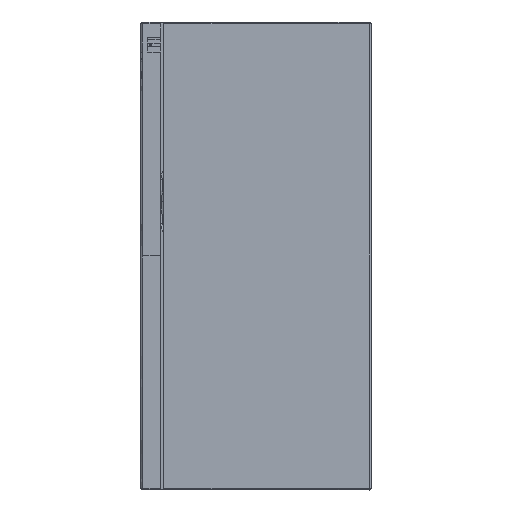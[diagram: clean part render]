
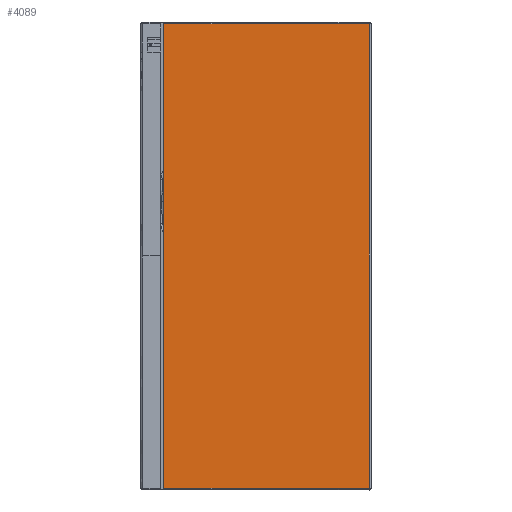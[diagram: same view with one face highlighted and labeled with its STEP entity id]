
A CAD part, front view. The second image highlights one B-rep face of the part: STEP entity #4089.
In plain terms, the highlighted planar face has unit normal (0, -1, 0).
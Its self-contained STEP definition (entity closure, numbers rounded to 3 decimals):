
#4089=ADVANCED_FACE('',(#6777),#51248,.T.);
#6777=FACE_OUTER_BOUND('',#9811,.T.);
#9811=EDGE_LOOP('',(#26421,#26422,#26423,#26424));
#26421=ORIENTED_EDGE('',*,*,#35230,.T.);
#26422=ORIENTED_EDGE('',*,*,#35231,.T.);
#26423=ORIENTED_EDGE('',*,*,#35232,.T.);
#26424=ORIENTED_EDGE('',*,*,#35233,.T.);
#35230=EDGE_CURVE('',#48877,#48878,#43206,.T.);
#35231=EDGE_CURVE('',#48878,#48879,#43207,.T.);
#35232=EDGE_CURVE('',#48879,#48880,#43208,.T.);
#35233=EDGE_CURVE('',#48880,#48877,#43209,.T.);
#43206=B_SPLINE_CURVE_WITH_KNOTS('',1,(#94090,#94091),.UNSPECIFIED.,.F.,
 .F.,(2,2),(-129.,0.),.UNSPECIFIED.);
#43207=B_SPLINE_CURVE_WITH_KNOTS('',1,(#94092,#94093),.UNSPECIFIED.,.F.,
 .F.,(2,2),(-57.089,0.),.UNSPECIFIED.);
#43208=B_SPLINE_CURVE_WITH_KNOTS('',1,(#94094,#94095),.UNSPECIFIED.,.F.,
 .F.,(2,2),(0.,129.),.UNSPECIFIED.);
#43209=B_SPLINE_CURVE_WITH_KNOTS('',1,(#94096,#94097),.UNSPECIFIED.,.F.,
 .F.,(2,2),(-57.089,0.),.UNSPECIFIED.);
#48877=VERTEX_POINT('',#93911);
#48878=VERTEX_POINT('',#93912);
#48879=VERTEX_POINT('',#93913);
#48880=VERTEX_POINT('',#93914);
#51248=PLANE('',#53502);
#53502=AXIS2_PLACEMENT_3D('',#92540,#55739,$);
#55739=DIRECTION('',(0.,-1.,0.));
#92540=CARTESIAN_POINT('',(226.439,-69.471,86.526));
#93911=CARTESIAN_POINT('',(162.441,-69.471,72.426));
#93912=CARTESIAN_POINT('',(162.441,-69.471,-56.574));
#93913=CARTESIAN_POINT('',(219.53,-69.471,-56.574));
#93914=CARTESIAN_POINT('',(219.53,-69.471,72.426));
#94090=CARTESIAN_POINT('',(162.441,-69.471,72.426));
#94091=CARTESIAN_POINT('',(162.441,-69.471,-56.574));
#94092=CARTESIAN_POINT('',(162.441,-69.471,-56.574));
#94093=CARTESIAN_POINT('',(219.53,-69.471,-56.574));
#94094=CARTESIAN_POINT('',(219.53,-69.471,-56.574));
#94095=CARTESIAN_POINT('',(219.53,-69.471,72.426));
#94096=CARTESIAN_POINT('',(219.53,-69.471,72.426));
#94097=CARTESIAN_POINT('',(162.441,-69.471,72.426));
